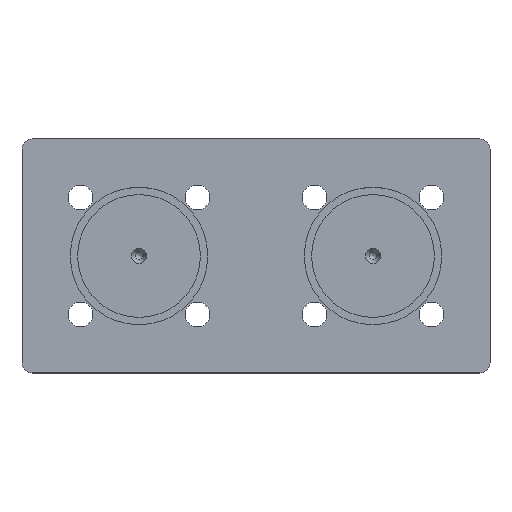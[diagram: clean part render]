
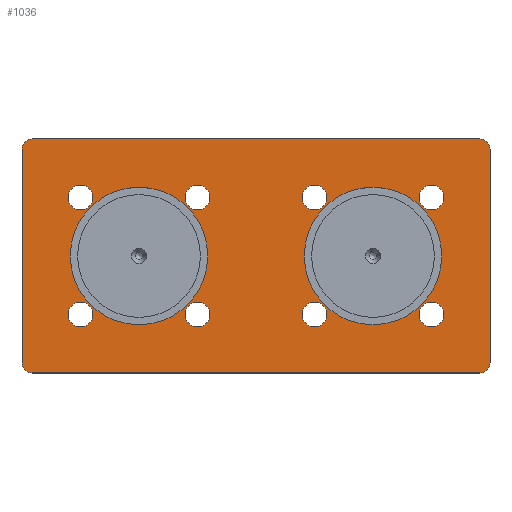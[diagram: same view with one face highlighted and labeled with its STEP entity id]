
A CAD part, top view. The second image highlights one B-rep face of the part: STEP entity #1036.
In plain terms, the highlighted planar face has unit normal (0, 0, 1).
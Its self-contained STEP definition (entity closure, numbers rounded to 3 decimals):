
#211=CARTESIAN_POINT('',(-40.,36.5,7.5));
#212=VERTEX_POINT('',#211);
#213=CARTESIAN_POINT('',(-36.5,40.,7.5));
#214=VERTEX_POINT('',#213);
#215=CARTESIAN_POINT('',(-36.5,36.5,7.5));
#216=DIRECTION('',(0.0,0.0,-1.0));
#217=DIRECTION('',(-0.707,0.707,0.0));
#218=AXIS2_PLACEMENT_3D('',#215,#216,#217);
#219=CIRCLE('',#218,3.5);
#220=EDGE_CURVE('',#212,#214,#219,.T.);
#265=CARTESIAN_POINT('',(-36.5,-40.0,7.5));
#266=VERTEX_POINT('',#265);
#267=CARTESIAN_POINT('',(-40.,-36.5,7.5));
#268=VERTEX_POINT('',#267);
#269=CARTESIAN_POINT('',(-36.5,-36.5,7.5));
#270=DIRECTION('',(0.0,0.0,-1.0));
#271=DIRECTION('',(-0.707,-0.707,0.0));
#272=AXIS2_PLACEMENT_3D('',#269,#270,#271);
#273=CIRCLE('',#272,3.5);
#274=EDGE_CURVE('',#266,#268,#273,.T.);
#319=CARTESIAN_POINT('',(116.5,40.0,7.5));
#320=VERTEX_POINT('',#319);
#321=CARTESIAN_POINT('',(120.0,36.5,7.5));
#322=VERTEX_POINT('',#321);
#323=CARTESIAN_POINT('',(116.5,36.5,7.5));
#324=DIRECTION('',(0.0,0.0,-1.0));
#325=DIRECTION('',(0.707,0.707,0.0));
#326=AXIS2_PLACEMENT_3D('',#323,#324,#325);
#327=CIRCLE('',#326,3.5);
#328=EDGE_CURVE('',#320,#322,#327,.T.);
#373=CARTESIAN_POINT('',(120.0,-36.5,7.5));
#374=VERTEX_POINT('',#373);
#375=CARTESIAN_POINT('',(116.5,-40.,7.5));
#376=VERTEX_POINT('',#375);
#377=CARTESIAN_POINT('',(116.5,-36.5,7.5));
#378=DIRECTION('',(0.0,0.0,-1.0));
#379=DIRECTION('',(0.707,-0.707,0.0));
#380=AXIS2_PLACEMENT_3D('',#377,#378,#379);
#381=CIRCLE('',#380,3.5);
#382=EDGE_CURVE('',#374,#376,#381,.T.);
#408=CARTESIAN_POINT('',(-40.,-36.5,7.5));
#409=DIRECTION('',(0.0,1.0,0.0));
#410=VECTOR('',#409,73.0);
#411=LINE('',#408,#410);
#412=EDGE_CURVE('',#268,#212,#411,.T.);
#425=CARTESIAN_POINT('',(116.5,-40.,7.5));
#426=DIRECTION('',(-1.0,0.0,0.0));
#427=VECTOR('',#426,153.0);
#428=LINE('',#425,#427);
#429=EDGE_CURVE('',#376,#266,#428,.T.);
#579=CARTESIAN_POINT('',(55.8,20.,7.5));
#580=VERTEX_POINT('',#579);
#581=CARTESIAN_POINT('',(60.,20.,7.5));
#582=DIRECTION('',(0.0,0.0,-1.0));
#583=DIRECTION('',(1.0,0.0,0.0));
#584=AXIS2_PLACEMENT_3D('',#581,#582,#583);
#585=CIRCLE('',#584,4.2);
#586=EDGE_CURVE('',#580,#580,#585,.T.);
#639=CARTESIAN_POINT('',(95.8,20.,7.5));
#640=VERTEX_POINT('',#639);
#641=CARTESIAN_POINT('',(100.,20.,7.5));
#642=DIRECTION('',(0.0,0.0,-1.0));
#643=DIRECTION('',(1.0,0.0,0.0));
#644=AXIS2_PLACEMENT_3D('',#641,#642,#643);
#645=CIRCLE('',#644,4.2);
#646=EDGE_CURVE('',#640,#640,#645,.T.);
#699=CARTESIAN_POINT('',(55.8,-20.,7.5));
#700=VERTEX_POINT('',#699);
#701=CARTESIAN_POINT('',(60.,-20.,7.5));
#702=DIRECTION('',(0.0,0.0,-1.0));
#703=DIRECTION('',(1.0,0.0,0.0));
#704=AXIS2_PLACEMENT_3D('',#701,#702,#703);
#705=CIRCLE('',#704,4.2);
#706=EDGE_CURVE('',#700,#700,#705,.T.);
#759=CARTESIAN_POINT('',(95.8,-20.,7.5));
#760=VERTEX_POINT('',#759);
#761=CARTESIAN_POINT('',(100.,-20.,7.5));
#762=DIRECTION('',(0.0,0.0,-1.0));
#763=DIRECTION('',(1.0,0.0,0.0));
#764=AXIS2_PLACEMENT_3D('',#761,#762,#763);
#765=CIRCLE('',#764,4.2);
#766=EDGE_CURVE('',#760,#760,#765,.T.);
#917=CARTESIAN_POINT('',(56.5,0.,7.5));
#918=VERTEX_POINT('',#917);
#919=CARTESIAN_POINT('',(80.,0.0,7.5));
#920=DIRECTION('',(0.0,0.0,-1.0));
#921=DIRECTION('',(1.0,0.0,0.0));
#922=AXIS2_PLACEMENT_3D('',#919,#920,#921);
#923=CIRCLE('',#922,23.5);
#924=EDGE_CURVE('',#918,#918,#923,.T.);
#941=CARTESIAN_POINT('',(0.,0.,7.5));
#942=DIRECTION('',(0.0,0.0,1.0));
#943=DIRECTION('',(1.0,0.0,0.0));
#944=AXIS2_PLACEMENT_3D('',#941,#942,#943);
#945=PLANE('',#944);
#946=ORIENTED_EDGE('',*,*,#220,.F.);
#947=ORIENTED_EDGE('',*,*,#412,.F.);
#948=ORIENTED_EDGE('',*,*,#274,.F.);
#949=ORIENTED_EDGE('',*,*,#429,.F.);
#950=ORIENTED_EDGE('',*,*,#382,.F.);
#951=CARTESIAN_POINT('',(120.0,-36.5,7.5));
#952=DIRECTION('',(0.0,1.0,0.0));
#953=VECTOR('',#952,73.);
#954=LINE('',#951,#953);
#955=EDGE_CURVE('',#374,#322,#954,.T.);
#956=ORIENTED_EDGE('',*,*,#955,.T.);
#957=ORIENTED_EDGE('',*,*,#328,.F.);
#958=CARTESIAN_POINT('',(116.5,40.0,7.5));
#959=DIRECTION('',(-1.0,0.0,0.0));
#960=VECTOR('',#959,153.0);
#961=LINE('',#958,#960);
#962=EDGE_CURVE('',#320,#214,#961,.T.);
#963=ORIENTED_EDGE('',*,*,#962,.T.);
#964=EDGE_LOOP('',(#946,#947,#948,#949,#950,#956,#957,#963));
#965=FACE_OUTER_BOUND('',#964,.T.);
#966=ORIENTED_EDGE('',*,*,#586,.T.);
#967=EDGE_LOOP('',(#966));
#968=FACE_BOUND('',#967,.T.);
#969=ORIENTED_EDGE('',*,*,#646,.T.);
#970=EDGE_LOOP('',(#969));
#971=FACE_BOUND('',#970,.T.);
#972=ORIENTED_EDGE('',*,*,#706,.T.);
#973=EDGE_LOOP('',(#972));
#974=FACE_BOUND('',#973,.T.);
#975=ORIENTED_EDGE('',*,*,#766,.T.);
#976=EDGE_LOOP('',(#975));
#977=FACE_BOUND('',#976,.T.);
#978=CARTESIAN_POINT('',(23.5,0.,7.5));
#979=VERTEX_POINT('',#978);
#980=CARTESIAN_POINT('',(0.0,0.0,7.5));
#981=DIRECTION('',(0.0,0.0,-1.0));
#982=DIRECTION('',(-1.0,0.0,0.0));
#983=AXIS2_PLACEMENT_3D('',#980,#981,#982);
#984=CIRCLE('',#983,23.5);
#985=EDGE_CURVE('',#979,#979,#984,.T.);
#986=ORIENTED_EDGE('',*,*,#985,.T.);
#987=EDGE_LOOP('',(#986));
#988=FACE_BOUND('',#987,.T.);
#989=CARTESIAN_POINT('',(-15.8,-20.,7.5));
#990=VERTEX_POINT('',#989);
#991=CARTESIAN_POINT('',(-20.,-20.,7.5));
#992=DIRECTION('',(0.0,0.0,-1.0));
#993=DIRECTION('',(-1.0,0.0,0.0));
#994=AXIS2_PLACEMENT_3D('',#991,#992,#993);
#995=CIRCLE('',#994,4.2);
#996=EDGE_CURVE('',#990,#990,#995,.T.);
#997=ORIENTED_EDGE('',*,*,#996,.T.);
#998=EDGE_LOOP('',(#997));
#999=FACE_BOUND('',#998,.T.);
#1000=CARTESIAN_POINT('',(24.2,-20.,7.5));
#1001=VERTEX_POINT('',#1000);
#1002=CARTESIAN_POINT('',(20.0,-20.,7.5));
#1003=DIRECTION('',(0.0,0.0,-1.0));
#1004=DIRECTION('',(-1.0,0.0,0.0));
#1005=AXIS2_PLACEMENT_3D('',#1002,#1003,#1004);
#1006=CIRCLE('',#1005,4.2);
#1007=EDGE_CURVE('',#1001,#1001,#1006,.T.);
#1008=ORIENTED_EDGE('',*,*,#1007,.T.);
#1009=EDGE_LOOP('',(#1008));
#1010=FACE_BOUND('',#1009,.T.);
#1011=CARTESIAN_POINT('',(-15.8,20.,7.5));
#1012=VERTEX_POINT('',#1011);
#1013=CARTESIAN_POINT('',(-20.0,20.,7.5));
#1014=DIRECTION('',(0.0,0.0,-1.0));
#1015=DIRECTION('',(-1.0,0.0,0.0));
#1016=AXIS2_PLACEMENT_3D('',#1013,#1014,#1015);
#1017=CIRCLE('',#1016,4.2);
#1018=EDGE_CURVE('',#1012,#1012,#1017,.T.);
#1019=ORIENTED_EDGE('',*,*,#1018,.T.);
#1020=EDGE_LOOP('',(#1019));
#1021=FACE_BOUND('',#1020,.T.);
#1022=CARTESIAN_POINT('',(24.2,20.,7.5));
#1023=VERTEX_POINT('',#1022);
#1024=CARTESIAN_POINT('',(20.0,20.,7.5));
#1025=DIRECTION('',(0.0,0.0,-1.0));
#1026=DIRECTION('',(-1.0,0.0,0.0));
#1027=AXIS2_PLACEMENT_3D('',#1024,#1025,#1026);
#1028=CIRCLE('',#1027,4.2);
#1029=EDGE_CURVE('',#1023,#1023,#1028,.T.);
#1030=ORIENTED_EDGE('',*,*,#1029,.T.);
#1031=EDGE_LOOP('',(#1030));
#1032=FACE_BOUND('',#1031,.T.);
#1033=ORIENTED_EDGE('',*,*,#924,.T.);
#1034=EDGE_LOOP('',(#1033));
#1035=FACE_BOUND('',#1034,.T.);
#1036=ADVANCED_FACE('',(#965,#968,#971,#974,#977,#988,#999,#1010,#1021,#1032,#1035),#945,.T.);
